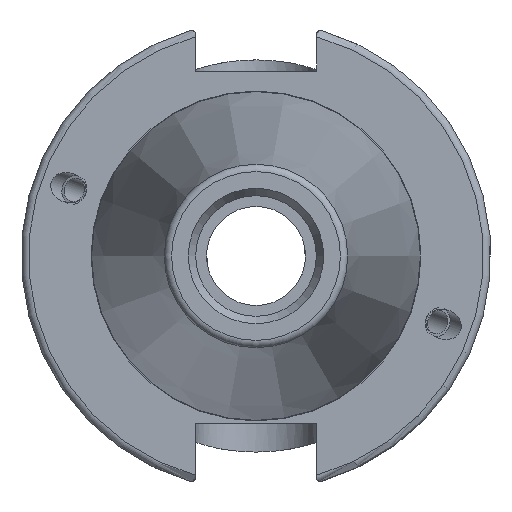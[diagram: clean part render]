
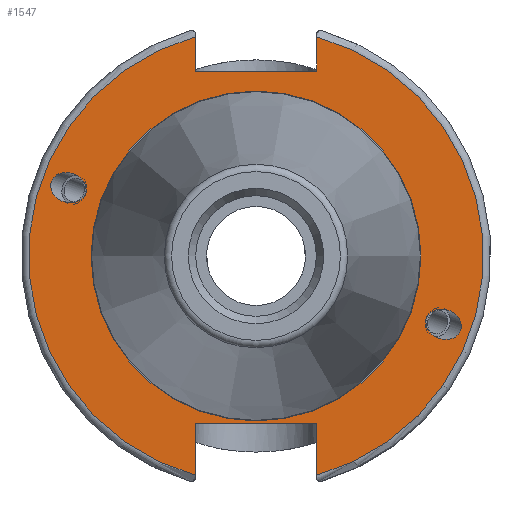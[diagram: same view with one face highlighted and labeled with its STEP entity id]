
A CAD part, left-side view. The second image highlights one B-rep face of the part: STEP entity #1547.
In plain terms, the highlighted planar face has unit normal (-1, 0, 0).
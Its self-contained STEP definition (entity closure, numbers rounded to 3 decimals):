
#15=FACE_BOUND('',#298,.T.);
#16=FACE_BOUND('',#299,.T.);
#17=FACE_BOUND('',#300,.T.);
#108=PLANE('',#1685);
#134=ELLIPSE('',#1687,2.442,2.);
#135=ELLIPSE('',#1688,2.442,2.);
#208=FACE_OUTER_BOUND('',#297,.T.);
#297=EDGE_LOOP('',(#1168,#1169,#1170,#1171,#1172,#1173,#1174,#1175));
#298=EDGE_LOOP('',(#1176));
#299=EDGE_LOOP('',(#1177));
#300=EDGE_LOOP('',(#1178));
#385=LINE('',#2316,#472);
#399=LINE('',#2530,#486);
#411=LINE('',#2733,#498);
#412=LINE('',#2735,#499);
#413=LINE('',#2736,#500);
#414=LINE('',#2737,#501);
#472=VECTOR('',#1846,10.);
#486=VECTOR('',#1902,10.);
#498=VECTOR('',#1956,10.);
#499=VECTOR('',#1957,10.);
#500=VECTOR('',#1958,10.);
#501=VECTOR('',#1959,10.);
#564=CIRCLE('',#1662,30.75);
#575=CIRCLE('',#1683,30.75);
#577=CIRCLE('',#1686,22.3);
#638=VERTEX_POINT('',#2313);
#639=VERTEX_POINT('',#2315);
#669=VERTEX_POINT('',#2493);
#675=VERTEX_POINT('',#2527);
#676=VERTEX_POINT('',#2529);
#707=VERTEX_POINT('',#2712);
#710=VERTEX_POINT('',#2732);
#711=VERTEX_POINT('',#2734);
#712=VERTEX_POINT('',#2738);
#713=VERTEX_POINT('',#2740);
#714=VERTEX_POINT('',#2742);
#800=EDGE_CURVE('',#639,#638,#385,.T.);
#839=EDGE_CURVE('',#639,#669,#564,.T.);
#846=EDGE_CURVE('',#676,#675,#399,.T.);
#886=EDGE_CURVE('',#676,#707,#575,.T.);
#890=EDGE_CURVE('',#710,#707,#411,.T.);
#891=EDGE_CURVE('',#675,#711,#412,.T.);
#892=EDGE_CURVE('',#711,#669,#413,.T.);
#893=EDGE_CURVE('',#638,#710,#414,.T.);
#894=EDGE_CURVE('',#712,#712,#577,.T.);
#895=EDGE_CURVE('',#713,#713,#134,.T.);
#896=EDGE_CURVE('',#714,#714,#135,.T.);
#1168=ORIENTED_EDGE('',*,*,#890,.T.);
#1169=ORIENTED_EDGE('',*,*,#886,.F.);
#1170=ORIENTED_EDGE('',*,*,#846,.T.);
#1171=ORIENTED_EDGE('',*,*,#891,.T.);
#1172=ORIENTED_EDGE('',*,*,#892,.T.);
#1173=ORIENTED_EDGE('',*,*,#839,.F.);
#1174=ORIENTED_EDGE('',*,*,#800,.T.);
#1175=ORIENTED_EDGE('',*,*,#893,.T.);
#1176=ORIENTED_EDGE('',*,*,#894,.F.);
#1177=ORIENTED_EDGE('',*,*,#895,.T.);
#1178=ORIENTED_EDGE('',*,*,#896,.T.);
#1547=ADVANCED_FACE('',(#208,#15,#16,#17),#108,.T.);
#1662=AXIS2_PLACEMENT_3D('',#2494,#1894,#1895);
#1683=AXIS2_PLACEMENT_3D('',#2713,#1950,#1951);
#1685=AXIS2_PLACEMENT_3D('',#2731,#1954,#1955);
#1686=AXIS2_PLACEMENT_3D('',#2739,#1960,#1961);
#1687=AXIS2_PLACEMENT_3D('',#2741,#1962,#1963);
#1688=AXIS2_PLACEMENT_3D('',#2743,#1964,#1965);
#1846=DIRECTION('',(0.,0.,1.));
#1894=DIRECTION('center_axis',(1.,0.,0.));
#1895=DIRECTION('ref_axis',(0.,1.,0.));
#1902=DIRECTION('',(0.,0.,-1.));
#1950=DIRECTION('center_axis',(1.,0.,0.));
#1951=DIRECTION('ref_axis',(0.,-1.,0.));
#1954=DIRECTION('center_axis',(-1.,0.,0.));
#1955=DIRECTION('ref_axis',(0.,0.,1.));
#1956=DIRECTION('',(0.,0.,-1.));
#1957=DIRECTION('',(0.,1.,0.));
#1958=DIRECTION('',(0.,0.,1.));
#1959=DIRECTION('',(0.,-1.,0.));
#1960=DIRECTION('center_axis',(-1.,0.,0.));
#1961=DIRECTION('ref_axis',(0.,-1.,0.));
#1962=DIRECTION('center_axis',(1.,0.,0.));
#1963=DIRECTION('ref_axis',(0.,0.94,0.342));
#1964=DIRECTION('center_axis',(1.,0.,0.));
#1965=DIRECTION('ref_axis',(0.,-0.94,-0.342));
#2313=CARTESIAN_POINT('',(3.175,8.193,-22.6));
#2315=CARTESIAN_POINT('',(3.175,8.193,-29.638));
#2316=CARTESIAN_POINT('',(3.175,8.193,-11.3));
#2493=CARTESIAN_POINT('',(3.175,8.19,29.639));
#2494=CARTESIAN_POINT('Origin',(3.175,0.,0.));
#2527=CARTESIAN_POINT('',(3.175,-8.193,25.));
#2529=CARTESIAN_POINT('',(3.175,-8.193,29.638));
#2530=CARTESIAN_POINT('',(3.175,-8.193,12.5));
#2712=CARTESIAN_POINT('',(3.175,-8.19,-29.639));
#2713=CARTESIAN_POINT('Origin',(3.175,0.,0.));
#2731=CARTESIAN_POINT('Origin',(3.175,31.75,0.));
#2732=CARTESIAN_POINT('',(3.175,-8.19,-22.6));
#2733=CARTESIAN_POINT('',(3.175,-8.19,-11.3));
#2734=CARTESIAN_POINT('',(3.175,8.19,25.));
#2735=CARTESIAN_POINT('',(3.175,15.874,25.));
#2736=CARTESIAN_POINT('',(3.175,8.19,12.5));
#2737=CARTESIAN_POINT('',(3.175,15.876,-22.6));
#2738=CARTESIAN_POINT('',(3.175,0.,22.3));
#2739=CARTESIAN_POINT('Origin',(3.175,0.,0.));
#2740=CARTESIAN_POINT('',(3.175,23.077,8.399));
#2741=CARTESIAN_POINT('Origin',(3.175,25.372,9.235));
#2742=CARTESIAN_POINT('',(3.175,-23.077,-8.399));
#2743=CARTESIAN_POINT('Origin',(3.175,-25.372,-9.235));
